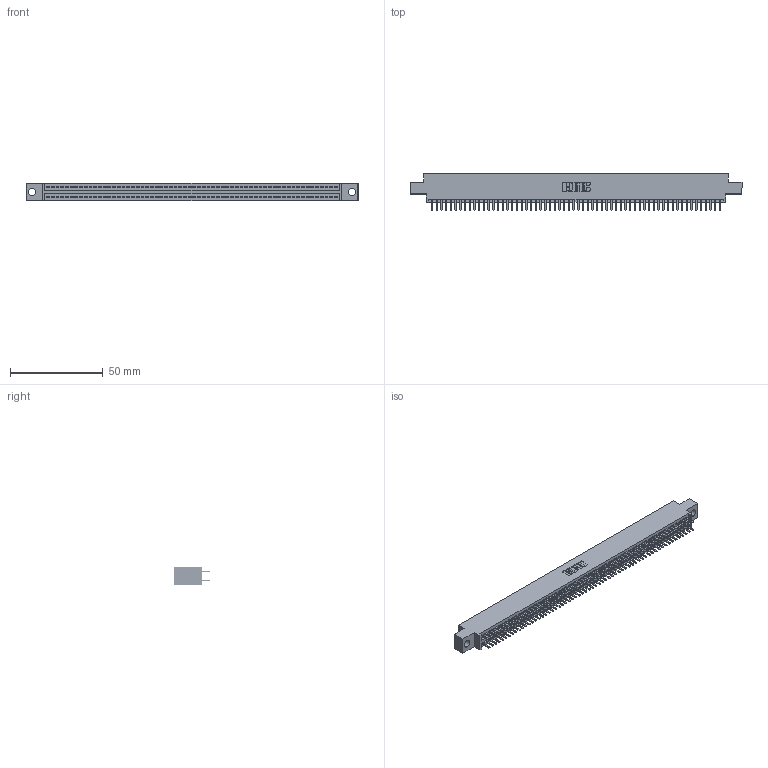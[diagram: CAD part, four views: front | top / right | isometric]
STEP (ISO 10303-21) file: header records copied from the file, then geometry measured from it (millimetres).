
FILE_DESCRIPTION (( 'STEP AP203' ), '1' );
FILE_NAME ('395-124-520-804.STEP', '2021-06-17T21:55:26', ( '' ), ( '' ), 'SwSTEP 2.0', 'SolidWorks 2020', '' );
FILE_SCHEMA (( 'CONFIG_CONTROL_DESIGN' ));
Length unit declared in the file: inch
Products named in the file (3): 345 Part_0.170 Offset - 0.156 Dia-TI; 395-124-520-804; 345-292-001_345-293-120
Assembly tree (125 placements, depth 2):
  395-124-520-804
    345 Part_0.170 Offset - 0.156 Dia-TI
    345-292-001_345-293-120  x124
Bounding box: 178.69 x 19.68 x 9.4 mm (x, y, z)
Volume: 17269.8 mm3; surface area: 25794.2 mm2
Topology: 125 solids, 125 shells, 6840 faces, 19857 edges, 12906 vertices
Faces by surface type: plane 4438, cylinder 2402
Entity records: 46619 total; most frequent: CARTESIAN_POINT 7814, ORIENTED_EDGE 7734, DIRECTION 6851, EDGE_CURVE 3867, VECTOR 3483, LINE 3483, VERTEX_POINT 2574, AXIS2_PLACEMENT_3D 1684
